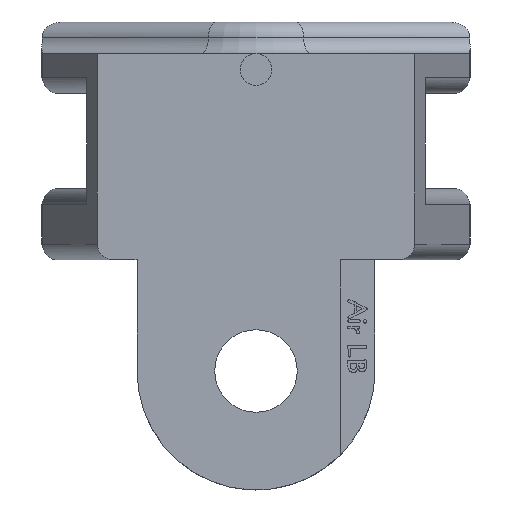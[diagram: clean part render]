
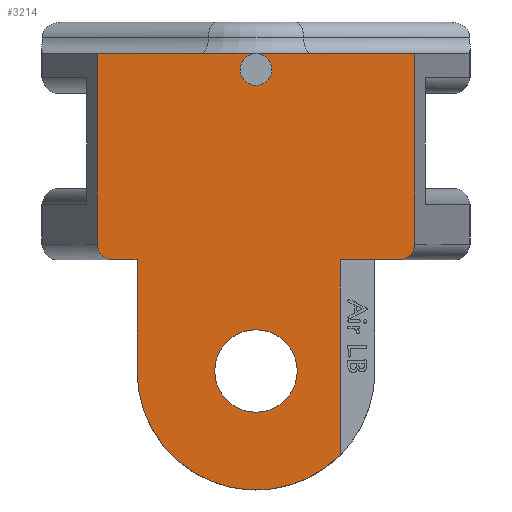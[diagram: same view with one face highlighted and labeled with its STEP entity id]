
A CAD part, front view. The second image highlights one B-rep face of the part: STEP entity #3214.
In plain terms, the highlighted planar face has unit normal (0, -1, 0).
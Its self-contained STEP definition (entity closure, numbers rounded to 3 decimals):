
#9=DIRECTION('',(1.,0.,0.));
#10=VECTOR('',#9,3.666);
#11=CARTESIAN_POINT('',(5.3,0.,0.));
#12=LINE('',#11,#10);
#49=DIRECTION('',(1.,0.,0.));
#50=VECTOR('',#49,1.466);
#51=CARTESIAN_POINT('',(-8.966,0.,0.));
#52=LINE('',#51,#50);
#565=CARTESIAN_POINT('',(0.,0.,-7.));
#566=DIRECTION('',(0.,-1.,0.));
#567=DIRECTION('',(1.,0.,0.));
#568=AXIS2_PLACEMENT_3D('',#565,#566,#567);
#570=CARTESIAN_POINT('',(0.,0.,-7.));
#571=DIRECTION('',(0.,-1.,0.));
#572=DIRECTION('',(-1.,0.,0.));
#573=AXIS2_PLACEMENT_3D('',#570,#571,#572);
#575=CARTESIAN_POINT('',(0.,0.,12.));
#576=DIRECTION('',(0.,-1.,0.));
#577=DIRECTION('',(1.,0.,0.));
#578=AXIS2_PLACEMENT_3D('',#575,#576,#577);
#580=DIRECTION('',(1.,0.,0.));
#581=VECTOR('',#580,10.);
#582=CARTESIAN_POINT('',(0.,0.,13.));
#583=LINE('',#582,#581);
#584=CARTESIAN_POINT('',(8.966,0.,0.));
#585=CARTESIAN_POINT('',(9.135,0.,0.));
#586=CARTESIAN_POINT('',(9.404,0.,0.071));
#587=CARTESIAN_POINT('',(9.709,0.,0.274));
#588=CARTESIAN_POINT('',(9.923,0.,0.568));
#589=CARTESIAN_POINT('',(10.,0.,0.83));
#590=CARTESIAN_POINT('',(10.,0.,1.));
#592=DIRECTION('',(0.,0.,1.));
#593=VECTOR('',#592,12.307);
#594=CARTESIAN_POINT('',(5.3,0.,-12.307));
#595=LINE('',#594,#593);
#596=CARTESIAN_POINT('',(0.,0.,-7.));
#597=DIRECTION('',(0.,1.,0.));
#598=DIRECTION('',(0.707,0.,-0.708));
#599=AXIS2_PLACEMENT_3D('',#596,#597,#598);
#601=DIRECTION('',(0.,0.,1.));
#602=VECTOR('',#601,7.);
#603=CARTESIAN_POINT('',(-7.5,0.,-7.));
#604=LINE('',#603,#602);
#605=CARTESIAN_POINT('',(-10.,0.,1.));
#606=CARTESIAN_POINT('',(-10.,0.,0.83));
#607=CARTESIAN_POINT('',(-9.923,0.,0.568));
#608=CARTESIAN_POINT('',(-9.709,0.,0.274));
#609=CARTESIAN_POINT('',(-9.404,0.,0.071));
#610=CARTESIAN_POINT('',(-9.135,0.,0.));
#611=CARTESIAN_POINT('',(-8.966,0.,0.));
#613=DIRECTION('',(0.,0.,1.));
#614=VECTOR('',#613,12.);
#615=CARTESIAN_POINT('',(-10.,0.,1.));
#616=LINE('',#615,#614);
#617=DIRECTION('',(1.,0.,0.));
#618=VECTOR('',#617,10.);
#619=CARTESIAN_POINT('',(-10.,0.,13.));
#620=LINE('',#619,#618);
#621=CARTESIAN_POINT('',(0.,0.,12.));
#622=DIRECTION('',(0.,-1.,0.));
#623=DIRECTION('',(0.,0.,1.));
#624=AXIS2_PLACEMENT_3D('',#621,#622,#623);
#626=CARTESIAN_POINT('',(0.,0.,12.));
#627=DIRECTION('',(0.,-1.,0.));
#628=DIRECTION('',(-1.,0.,0.));
#629=AXIS2_PLACEMENT_3D('',#626,#627,#628);
#1146=DIRECTION('',(0.,0.,1.));
#1147=VECTOR('',#1146,12.);
#1148=CARTESIAN_POINT('',(10.,0.,1.));
#1149=LINE('',#1148,#1147);
#2378=CARTESIAN_POINT('',(-7.5,0.,-7.));
#2379=VERTEX_POINT('',#2378);
#2380=CARTESIAN_POINT('',(-7.5,0.,0.));
#2381=VERTEX_POINT('',#2380);
#2390=CARTESIAN_POINT('',(-10.,0.,13.));
#2391=VERTEX_POINT('',#2390);
#2392=CARTESIAN_POINT('',(10.,0.,13.));
#2393=VERTEX_POINT('',#2392);
#2516=VERTEX_POINT('',#605);
#2517=VERTEX_POINT('',#611);
#2534=VERTEX_POINT('',#584);
#2535=VERTEX_POINT('',#590);
#2556=CARTESIAN_POINT('',(5.3,0.,-12.307));
#2557=CARTESIAN_POINT('',(5.3,0.,0.));
#2558=VERTEX_POINT('',#2556);
#2559=VERTEX_POINT('',#2557);
#2568=CARTESIAN_POINT('',(2.6,0.,-7.));
#2569=CARTESIAN_POINT('',(-2.6,0.,-7.));
#2570=VERTEX_POINT('',#2568);
#2571=VERTEX_POINT('',#2569);
#2580=CARTESIAN_POINT('',(1.,0.,12.));
#2581=CARTESIAN_POINT('',(0.,0.,13.));
#2582=VERTEX_POINT('',#2580);
#2583=VERTEX_POINT('',#2581);
#2584=CARTESIAN_POINT('',(-1.,0.,12.));
#2585=VERTEX_POINT('',#2584);
#3177=CARTESIAN_POINT('',(-10.,0.,0.));
#3178=DIRECTION('',(0.,-1.,0.));
#3179=DIRECTION('',(1.,0.,0.));
#3180=AXIS2_PLACEMENT_3D('',#3177,#3178,#3179);
#3181=PLANE('',#3180);
#3183=ORIENTED_EDGE('',*,*,#3182,.T.);
#3185=ORIENTED_EDGE('',*,*,#3184,.T.);
#3187=ORIENTED_EDGE('',*,*,#3186,.F.);
#3189=ORIENTED_EDGE('',*,*,#3188,.F.);
#3190=ORIENTED_EDGE('',*,*,#2848,.F.);
#3191=ORIENTED_EDGE('',*,*,#3169,.F.);
#3192=ORIENTED_EDGE('',*,*,#3159,.T.);
#3194=ORIENTED_EDGE('',*,*,#3193,.T.);
#3195=ORIENTED_EDGE('',*,*,#2868,.F.);
#3197=ORIENTED_EDGE('',*,*,#3196,.F.);
#3199=ORIENTED_EDGE('',*,*,#3198,.T.);
#3201=ORIENTED_EDGE('',*,*,#3200,.T.);
#3203=ORIENTED_EDGE('',*,*,#3202,.T.);
#3205=ORIENTED_EDGE('',*,*,#3204,.T.);
#3206=EDGE_LOOP('',(#3183,#3185,#3187,#3189,#3190,#3191,#3192,#3194,#3195,#3197,
#3199,#3201,#3203,#3205));
#3207=FACE_OUTER_BOUND('',#3206,.F.);
#3209=ORIENTED_EDGE('',*,*,#3208,.T.);
#3211=ORIENTED_EDGE('',*,*,#3210,.T.);
#3212=EDGE_LOOP('',(#3209,#3211));
#3213=FACE_BOUND('',#3212,.F.);
#3214=ADVANCED_FACE('',(#3207,#3213),#3181,.T.);
#569=CIRCLE('',#568,2.6);
#574=CIRCLE('',#573,2.6);
#579=CIRCLE('',#578,1.);
#591=B_SPLINE_CURVE_WITH_KNOTS('',3,(#584,#585,#586,#587,#588,#589,#590),
.UNSPECIFIED.,.F.,.F.,(4,1,1,1,4),(0.,0.25,0.5,0.75,1.),
.UNSPECIFIED.);
#600=CIRCLE('',#599,7.5);
#612=B_SPLINE_CURVE_WITH_KNOTS('',3,(#605,#606,#607,#608,#609,#610,#611),
.UNSPECIFIED.,.F.,.F.,(4,1,1,1,4),(0.,0.25,0.5,0.75,1.),
.UNSPECIFIED.);
#625=CIRCLE('',#624,1.);
#630=CIRCLE('',#629,1.);
#2848=EDGE_CURVE('',#2559,#2534,#12,.T.);
#2868=EDGE_CURVE('',#2517,#2381,#52,.T.);
#3159=EDGE_CURVE('',#2558,#2379,#600,.T.);
#3169=EDGE_CURVE('',#2558,#2559,#595,.T.);
#3182=EDGE_CURVE('',#2582,#2583,#579,.T.);
#3184=EDGE_CURVE('',#2583,#2393,#583,.T.);
#3186=EDGE_CURVE('',#2535,#2393,#1149,.T.);
#3188=EDGE_CURVE('',#2534,#2535,#591,.T.);
#3193=EDGE_CURVE('',#2379,#2381,#604,.T.);
#3196=EDGE_CURVE('',#2516,#2517,#612,.T.);
#3198=EDGE_CURVE('',#2516,#2391,#616,.T.);
#3200=EDGE_CURVE('',#2391,#2583,#620,.T.);
#3202=EDGE_CURVE('',#2583,#2585,#625,.T.);
#3204=EDGE_CURVE('',#2585,#2582,#630,.T.);
#3208=EDGE_CURVE('',#2570,#2571,#569,.T.);
#3210=EDGE_CURVE('',#2571,#2570,#574,.T.);
